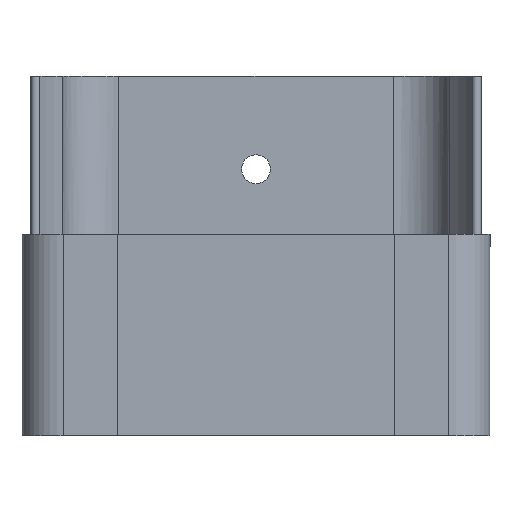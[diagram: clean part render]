
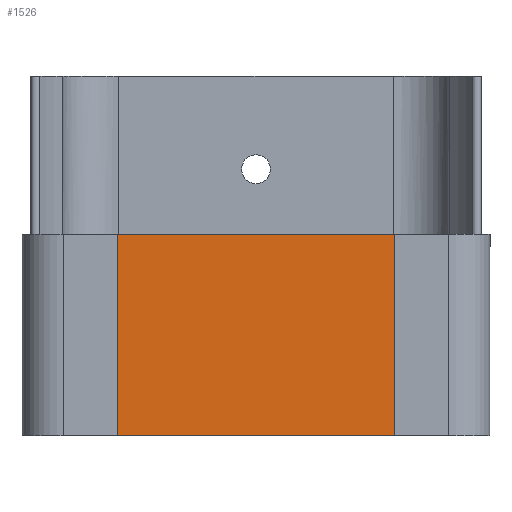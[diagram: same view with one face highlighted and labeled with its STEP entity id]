
A CAD part, front view. The second image highlights one B-rep face of the part: STEP entity #1526.
In plain terms, the highlighted planar face has unit normal (0, -1, 0).
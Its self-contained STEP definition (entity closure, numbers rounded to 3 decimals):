
#125=PLANE('',#1669);
#208=FACE_OUTER_BOUND('',#320,.T.);
#320=EDGE_LOOP('',(#1413,#1414,#1415,#1416));
#377=LINE('',#2236,#509);
#437=LINE('',#2801,#569);
#445=LINE('',#2879,#577);
#452=LINE('',#2893,#584);
#509=VECTOR('',#1842,10.);
#569=VECTOR('',#2010,10.);
#577=VECTOR('',#2038,10.);
#584=VECTOR('',#2059,10.);
#697=VERTEX_POINT('',#2233);
#698=VERTEX_POINT('',#2235);
#763=VERTEX_POINT('',#2742);
#776=VERTEX_POINT('',#2799);
#862=EDGE_CURVE('',#697,#698,#377,.T.);
#973=EDGE_CURVE('',#776,#763,#437,.T.);
#985=EDGE_CURVE('',#763,#697,#445,.T.);
#992=EDGE_CURVE('',#776,#698,#452,.T.);
#1413=ORIENTED_EDGE('',*,*,#973,.F.);
#1414=ORIENTED_EDGE('',*,*,#992,.T.);
#1415=ORIENTED_EDGE('',*,*,#862,.F.);
#1416=ORIENTED_EDGE('',*,*,#985,.F.);
#1526=ADVANCED_FACE('',(#208),#125,.T.);
#1669=AXIS2_PLACEMENT_3D('',#2894,#2060,#2061);
#1842=DIRECTION('',(-1.,0.,0.));
#2010=DIRECTION('',(1.,0.,0.));
#2038=DIRECTION('',(0.,0.,-1.));
#2059=DIRECTION('',(0.,0.,-1.));
#2060=DIRECTION('center_axis',(0.,-1.,0.));
#2061=DIRECTION('ref_axis',(-1.,0.,0.));
#2233=CARTESIAN_POINT('',(28.9,28.7,-42.1));
#2235=CARTESIAN_POINT('',(-28.9,28.7,-42.1));
#2236=CARTESIAN_POINT('',(-11.,28.7,-42.1));
#2742=CARTESIAN_POINT('',(28.9,28.7,-0.1));
#2799=CARTESIAN_POINT('',(-28.9,28.7,-0.1));
#2801=CARTESIAN_POINT('',(-11.,28.7,-0.1));
#2879=CARTESIAN_POINT('',(28.9,28.7,-0.1));
#2893=CARTESIAN_POINT('',(-28.9,28.7,-0.1));
#2894=CARTESIAN_POINT('Origin',(28.9,28.7,-0.1));
